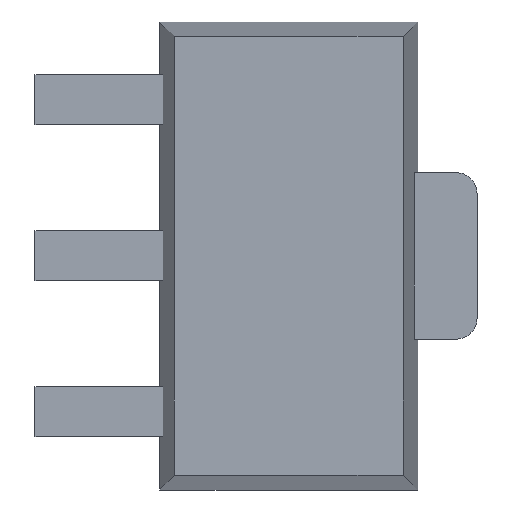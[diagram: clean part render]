
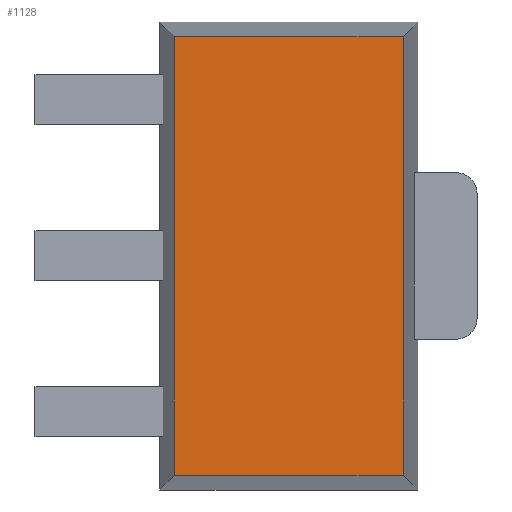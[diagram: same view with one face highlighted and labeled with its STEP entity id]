
A CAD part, top view. The second image highlights one B-rep face of the part: STEP entity #1128.
In plain terms, the highlighted free-form (B-spline) face has degree [1, 1] with [2, 2] control points.
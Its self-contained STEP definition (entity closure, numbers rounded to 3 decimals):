
#1022=CARTESIAN_POINT('',(-1.1,-2.11,1.6));
#1023=VERTEX_POINT('',#1022);
#1030=CARTESIAN_POINT('',(-1.1,2.11,1.6));
#1031=VERTEX_POINT('',#1030);
#1032=CARTESIAN_POINT('',(-1.1,-2.11,1.6));
#1033=DIRECTION('',(0.0,1.0,0.0));
#1034=VECTOR('',#1033,4.22);
#1035=LINE('',#1032,#1034);
#1036=EDGE_CURVE('',#1023,#1031,#1035,.T.);
#1055=CARTESIAN_POINT('',(1.1,2.11,1.6));
#1056=VERTEX_POINT('',#1055);
#1063=CARTESIAN_POINT('',(1.1,-2.11,1.6));
#1064=VERTEX_POINT('',#1063);
#1065=CARTESIAN_POINT('',(1.1,2.11,1.6));
#1066=DIRECTION('',(0.0,-1.0,0.0));
#1067=VECTOR('',#1066,4.22);
#1068=LINE('',#1065,#1067);
#1069=EDGE_CURVE('',#1056,#1064,#1068,.T.);
#1088=CARTESIAN_POINT('',(-1.1,2.11,1.6));
#1089=DIRECTION('',(1.0,0.0,0.0));
#1090=VECTOR('',#1089,2.2);
#1091=LINE('',#1088,#1090);
#1092=EDGE_CURVE('',#1031,#1056,#1091,.T.);
#1105=CARTESIAN_POINT('',(1.1,-2.11,1.6));
#1106=DIRECTION('',(-1.0,0.0,0.0));
#1107=VECTOR('',#1106,2.2);
#1108=LINE('',#1105,#1107);
#1109=EDGE_CURVE('',#1064,#1023,#1108,.T.);
#1117=CARTESIAN_POINT('',(-1.1,-2.11,1.6));
#1118=CARTESIAN_POINT('',(1.1,-2.11,1.6));
#1119=CARTESIAN_POINT('',(-1.1,2.11,1.6));
#1120=CARTESIAN_POINT('',(1.1,2.11,1.6));
#1121=B_SPLINE_SURFACE_WITH_KNOTS('',1,1,((#1117,#1119),(#1118,#1120)),.UNSPECIFIED.,.F.,.F.,.U.,(2,2),(2,2),(0.0,2.2),(0.0,4.22),.UNSPECIFIED.);
#1122=ORIENTED_EDGE('',*,*,#1069,.F.);
#1123=ORIENTED_EDGE('',*,*,#1092,.F.);
#1124=ORIENTED_EDGE('',*,*,#1036,.F.);
#1125=ORIENTED_EDGE('',*,*,#1109,.F.);
#1126=EDGE_LOOP('',(#1122,#1123,#1124,#1125));
#1127=FACE_OUTER_BOUND('',#1126,.T.);
#1128=ADVANCED_FACE('',(#1127),#1121,.T.);
